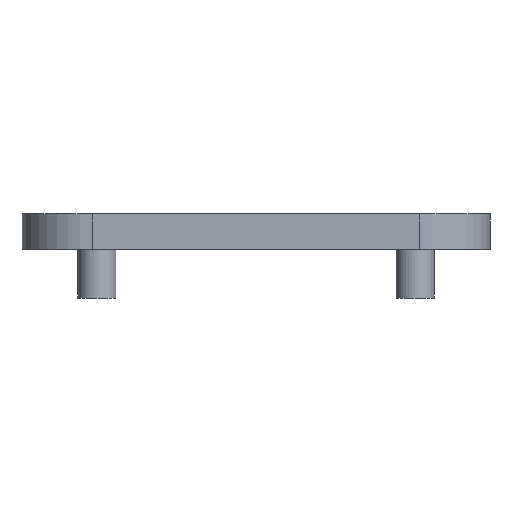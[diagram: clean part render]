
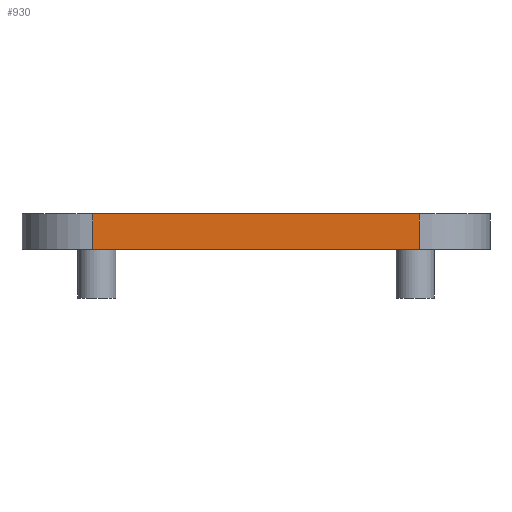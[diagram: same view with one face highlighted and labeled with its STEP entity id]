
A CAD part, left-side view. The second image highlights one B-rep face of the part: STEP entity #930.
In plain terms, the highlighted planar face has unit normal (-1, 0, 0).
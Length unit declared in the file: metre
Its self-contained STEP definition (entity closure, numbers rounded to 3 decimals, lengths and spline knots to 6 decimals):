
#43=LINE('',#1376,#121);
#63=LINE('',#1434,#141);
#64=LINE('',#1438,#142);
#65=LINE('',#1440,#143);
#121=VECTOR('',#1109,1.);
#141=VECTOR('',#1157,1.);
#142=VECTOR('',#1162,1.);
#143=VECTOR('',#1163,1.);
#198=PLANE('',#1016);
#274=ORIENTED_EDGE('',*,*,#531,.F.);
#275=ORIENTED_EDGE('',*,*,#532,.F.);
#276=ORIENTED_EDGE('',*,*,#529,.T.);
#277=ORIENTED_EDGE('',*,*,#500,.T.);
#500=EDGE_CURVE('',#633,#632,#43,.T.);
#529=EDGE_CURVE('',#657,#633,#63,.T.);
#531=EDGE_CURVE('',#658,#632,#64,.T.);
#532=EDGE_CURVE('',#657,#658,#65,.T.);
#632=VERTEX_POINT('',#1375);
#633=VERTEX_POINT('',#1377);
#657=VERTEX_POINT('',#1435);
#658=VERTEX_POINT('',#1439);
#764=EDGE_LOOP('',(#274,#275,#276,#277));
#842=FACE_BOUND('',#764,.T.);
#930=ADVANCED_FACE('',(#842),#198,.F.);
#1016=AXIS2_PLACEMENT_3D('',#1437,#1160,#1161);
#1109=DIRECTION('',(0.,-1.,0.));
#1157=DIRECTION('',(0.,0.,-1.));
#1160=DIRECTION('',(1.,0.,0.));
#1161=DIRECTION('',(0.,0.,-1.));
#1162=DIRECTION('',(0.,0.,-1.));
#1163=DIRECTION('',(0.,-1.,0.));
#1375=CARTESIAN_POINT('',(-0.03475,-0.01205,0.0008));
#1376=CARTESIAN_POINT('',(-0.03475,0.,0.0008));
#1377=CARTESIAN_POINT('',(-0.03475,0.01205,0.0008));
#1434=CARTESIAN_POINT('',(-0.03475,0.01205,0.002402));
#1435=CARTESIAN_POINT('',(-0.03475,0.01205,0.0034));
#1437=CARTESIAN_POINT('',(-0.03475,0.,0.002402));
#1438=CARTESIAN_POINT('',(-0.03475,-0.01205,0.002402));
#1439=CARTESIAN_POINT('',(-0.03475,-0.01205,0.0034));
#1440=CARTESIAN_POINT('',(-0.03475,0.,0.0034));
